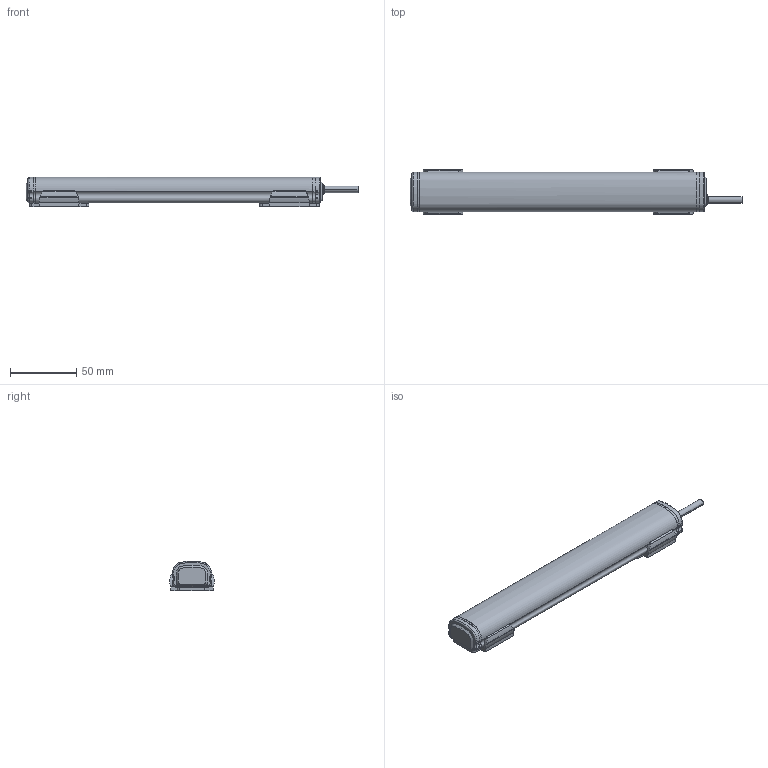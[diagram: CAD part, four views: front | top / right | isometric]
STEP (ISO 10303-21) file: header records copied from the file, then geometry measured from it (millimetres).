
FILE_DESCRIPTION (( 'STEP AP214' ), '1' );
FILE_NAME ('CLA2S-24-CD-30.step', '2019-03-26T15:46:45', ( '' ), ( '' ), 'SwSTEP 2.0', 'SolidWorks 2018', '' );
FILE_SCHEMA (( 'AUTOMOTIVE_DESIGN' ));
Length unit declared in the file: inch
Products named in the file (1): CLA2S-24-CD-30
Bounding box: 250.9 x 34 x 22.46 mm (x, y, z)
Volume: 126585.2 mm3; surface area: 29270.1 mm2
Topology: 3 solids, 3 shells, 208 faces, 536 edges, 339 vertices
Faces by surface type: cylinder 93, plane 57, bspline 44, cone 14
Entity records: 13794 total; most frequent: CARTESIAN_POINT 6412, ORIENTED_EDGE 1064, DIRECTION 841, EDGE_CURVE 532, VERTEX_POINT 339, AXIS2_PLACEMENT_3D 313, EDGE_LOOP 229, VECTOR 215
